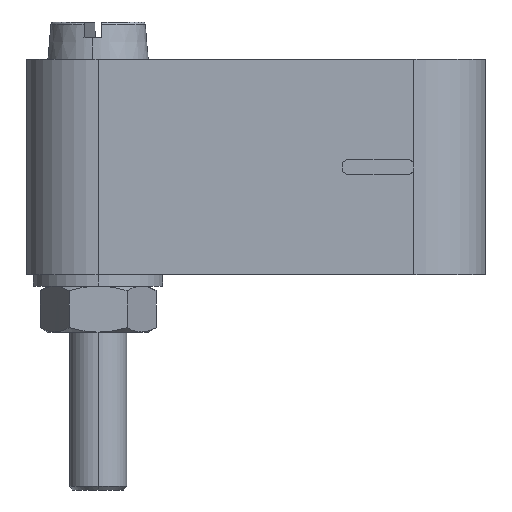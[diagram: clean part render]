
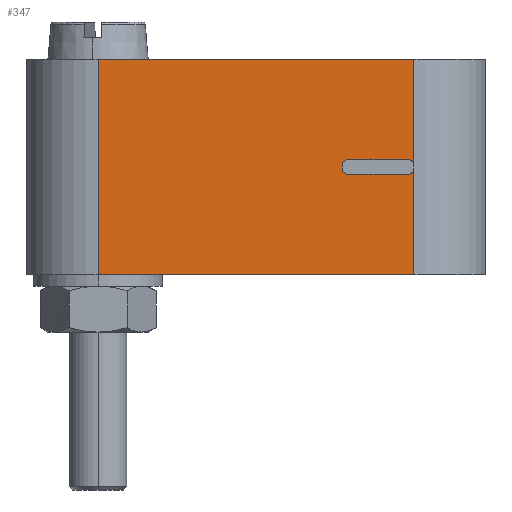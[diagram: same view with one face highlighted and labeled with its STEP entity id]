
A CAD part, left-side view. The second image highlights one B-rep face of the part: STEP entity #347.
In plain terms, the highlighted planar face has unit normal (-1, 0, 0).
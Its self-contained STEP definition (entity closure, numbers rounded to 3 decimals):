
#58 = ORIENTED_EDGE ( 'NONE', *, *, #248, .T. ) ;
#84 = CIRCLE ( 'NONE', #3331, 0.4 ) ;
#95 = EDGE_CURVE ( 'NONE', #1652, #3072, #1219, .T. ) ;
#106 = CARTESIAN_POINT ( 'NONE',  ( -18.8, -10.6, 7. ) ) ;
#118 = ORIENTED_EDGE ( 'NONE', *, *, #3748, .T. ) ;
#135 = ORIENTED_EDGE ( 'NONE', *, *, #3574, .F. ) ;
#196 = ORIENTED_EDGE ( 'NONE', *, *, #95, .T. ) ;
#248 = EDGE_CURVE ( 'NONE', #3072, #987, #1561, .T. ) ;
#307 = ORIENTED_EDGE ( 'NONE', *, *, #3080, .F. ) ;
#320 = VERTEX_POINT ( 'NONE', #1109 ) ;
#334 = CARTESIAN_POINT ( 'NONE',  ( -18.8, -10.6, 7. ) ) ;
#347 = ADVANCED_FACE ( 'NONE', ( #2037 ), #2344, .F. ) ;
#356 = CARTESIAN_POINT ( 'NONE',  ( -18.8, 11., 0. ) ) ;
#366 = VECTOR ( 'NONE', #503, 1000. ) ;
#423 = VECTOR ( 'NONE', #2912, 1000. ) ;
#502 = AXIS2_PLACEMENT_3D ( 'NONE', #3592, #2371, #748 ) ;
#503 = DIRECTION ( 'NONE',  ( 0., 0., 1. ) ) ;
#602 = CARTESIAN_POINT ( 'NONE',  ( -18.8, 11., 15. ) ) ;
#638 = VERTEX_POINT ( 'NONE', #3983 ) ;
#690 = VECTOR ( 'NONE', #4064, 1000. ) ;
#714 = VECTOR ( 'NONE', #2284, 1000. ) ;
#748 = DIRECTION ( 'NONE',  ( 0., 1., 0. ) ) ;
#772 = LINE ( 'NONE', #3255, #2096 ) ;
#790 = VERTEX_POINT ( 'NONE', #334 ) ;
#851 = CARTESIAN_POINT ( 'NONE',  ( -18.8, -10.6, 7.6 ) ) ;
#919 = CARTESIAN_POINT ( 'NONE',  ( -18.8, -6.4, 7.4 ) ) ;
#987 = VERTEX_POINT ( 'NONE', #2992 ) ;
#1011 = EDGE_CURVE ( 'NONE', #2379, #790, #2948, .T. ) ;
#1089 = EDGE_CURVE ( 'NONE', #790, #1984, #2109, .T. ) ;
#1109 = CARTESIAN_POINT ( 'NONE',  ( -18.8, -6., 7.4 ) ) ;
#1111 = DIRECTION ( 'NONE',  ( 0., -1., 0. ) ) ;
#1172 = DIRECTION ( 'NONE',  ( 0., 0., 1. ) ) ;
#1208 = ORIENTED_EDGE ( 'NONE', *, *, #3207, .T. ) ;
#1219 = LINE ( 'NONE', #3410, #690 ) ;
#1238 = VECTOR ( 'NONE', #1172, 1000. ) ;
#1242 = EDGE_CURVE ( 'NONE', #3020, #1896, #84, .T. ) ;
#1304 = AXIS2_PLACEMENT_3D ( 'NONE', #919, #2781, #1787 ) ;
#1327 = CIRCLE ( 'NONE', #2916, 0.4 ) ;
#1459 = CARTESIAN_POINT ( 'NONE',  ( -18.8, -6.4, 8. ) ) ;
#1539 = ORIENTED_EDGE ( 'NONE', *, *, #1011, .F. ) ;
#1561 = LINE ( 'NONE', #3448, #423 ) ;
#1627 = VECTOR ( 'NONE', #3225, 1000. ) ;
#1652 = VERTEX_POINT ( 'NONE', #602 ) ;
#1663 = DIRECTION ( 'NONE',  ( -1., 0., 0. ) ) ;
#1686 = LINE ( 'NONE', #1998, #366 ) ;
#1787 = DIRECTION ( 'NONE',  ( 0., 1., 0. ) ) ;
#1830 = DIRECTION ( 'NONE',  ( -1., 0., 0. ) ) ;
#1896 = VERTEX_POINT ( 'NONE', #3526 ) ;
#1953 = LINE ( 'NONE', #2313, #1627 ) ;
#1984 = VERTEX_POINT ( 'NONE', #2686 ) ;
#1998 = CARTESIAN_POINT ( 'NONE',  ( -18.8, -11., 15. ) ) ;
#2037 = FACE_OUTER_BOUND ( 'NONE', #3937, .T. ) ;
#2056 = CARTESIAN_POINT ( 'NONE',  ( -18.8, -10.6, 7.4 ) ) ;
#2096 = VECTOR ( 'NONE', #1111, 1000. ) ;
#2109 = CIRCLE ( 'NONE', #2275, 0.4 ) ;
#2125 = DIRECTION ( 'NONE',  ( 0., 1., 0. ) ) ;
#2265 = CARTESIAN_POINT ( 'NONE',  ( -18.8, -11., 15. ) ) ;
#2275 = AXIS2_PLACEMENT_3D ( 'NONE', #2056, #3923, #3572 ) ;
#2284 = DIRECTION ( 'NONE',  ( 0., -1., 0. ) ) ;
#2290 = CARTESIAN_POINT ( 'NONE',  ( -18.8, -11., 7.6 ) ) ;
#2313 = CARTESIAN_POINT ( 'NONE',  ( -18.8, -10.6, 8. ) ) ;
#2327 = CARTESIAN_POINT ( 'NONE',  ( -18.8, -6., 7.4 ) ) ;
#2344 = PLANE ( 'NONE',  #502 ) ;
#2347 = DIRECTION ( 'NONE',  ( 0., 0., -1. ) ) ;
#2371 = DIRECTION ( 'NONE',  ( 1., 0., 0. ) ) ;
#2379 = VERTEX_POINT ( 'NONE', #2788 ) ;
#2537 = ORIENTED_EDGE ( 'NONE', *, *, #3516, .F. ) ;
#2585 = ORIENTED_EDGE ( 'NONE', *, *, #1089, .F. ) ;
#2686 = CARTESIAN_POINT ( 'NONE',  ( -18.8, -11., 7.4 ) ) ;
#2706 = EDGE_CURVE ( 'NONE', #3185, #638, #1327, .T. ) ;
#2763 = DIRECTION ( 'NONE',  ( 0., 1., 0. ) ) ;
#2781 = DIRECTION ( 'NONE',  ( -1., 0., 0. ) ) ;
#2788 = CARTESIAN_POINT ( 'NONE',  ( -18.8, -6.4, 7. ) ) ;
#2889 = VECTOR ( 'NONE', #2347, 1000. ) ;
#2912 = DIRECTION ( 'NONE',  ( 0., -1., 0. ) ) ;
#2916 = AXIS2_PLACEMENT_3D ( 'NONE', #3554, #1663, #2125 ) ;
#2948 = LINE ( 'NONE', #106, #714 ) ;
#2978 = ORIENTED_EDGE ( 'NONE', *, *, #2706, .F. ) ;
#2992 = CARTESIAN_POINT ( 'NONE',  ( -18.8, -11., 0. ) ) ;
#2993 = LINE ( 'NONE', #2327, #2889 ) ;
#3020 = VERTEX_POINT ( 'NONE', #2290 ) ;
#3072 = VERTEX_POINT ( 'NONE', #356 ) ;
#3080 = EDGE_CURVE ( 'NONE', #1896, #3185, #1953, .T. ) ;
#3185 = VERTEX_POINT ( 'NONE', #1459 ) ;
#3207 = EDGE_CURVE ( 'NONE', #3020, #3453, #1686, .T. ) ;
#3225 = DIRECTION ( 'NONE',  ( 0., 1., 0. ) ) ;
#3255 = CARTESIAN_POINT ( 'NONE',  ( -18.8, 16., 15. ) ) ;
#3331 = AXIS2_PLACEMENT_3D ( 'NONE', #851, #1830, #2763 ) ;
#3410 = CARTESIAN_POINT ( 'NONE',  ( -18.8, 11., 15. ) ) ;
#3448 = CARTESIAN_POINT ( 'NONE',  ( -18.8, 16., 0. ) ) ;
#3453 = VERTEX_POINT ( 'NONE', #2265 ) ;
#3482 = CIRCLE ( 'NONE', #1304, 0.4 ) ;
#3516 = EDGE_CURVE ( 'NONE', #638, #320, #2993, .T. ) ;
#3524 = ORIENTED_EDGE ( 'NONE', *, *, #3671, .F. ) ;
#3526 = CARTESIAN_POINT ( 'NONE',  ( -18.8, -10.6, 8. ) ) ;
#3554 = CARTESIAN_POINT ( 'NONE',  ( -18.8, -6.4, 7.6 ) ) ;
#3572 = DIRECTION ( 'NONE',  ( 0., -1., 0. ) ) ;
#3574 = EDGE_CURVE ( 'NONE', #1652, #3453, #772, .T. ) ;
#3592 = CARTESIAN_POINT ( 'NONE',  ( -18.8, 16., 15. ) ) ;
#3671 = EDGE_CURVE ( 'NONE', #320, #2379, #3482, .T. ) ;
#3679 = LINE ( 'NONE', #4015, #1238 ) ;
#3748 = EDGE_CURVE ( 'NONE', #987, #1984, #3679, .T. ) ;
#3782 = ORIENTED_EDGE ( 'NONE', *, *, #1242, .F. ) ;
#3923 = DIRECTION ( 'NONE',  ( -1., 0., 0. ) ) ;
#3937 = EDGE_LOOP ( 'NONE', ( #3782, #1208, #135, #196, #58, #118, #2585, #1539, #3524, #2537, #2978, #307 ) ) ;
#3983 = CARTESIAN_POINT ( 'NONE',  ( -18.8, -6., 7.6 ) ) ;
#4015 = CARTESIAN_POINT ( 'NONE',  ( -18.8, -11., 15. ) ) ;
#4064 = DIRECTION ( 'NONE',  ( 0., 0., -1. ) ) ;
